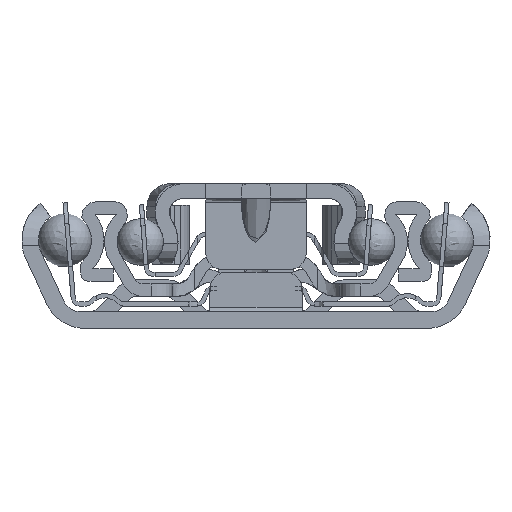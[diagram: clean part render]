
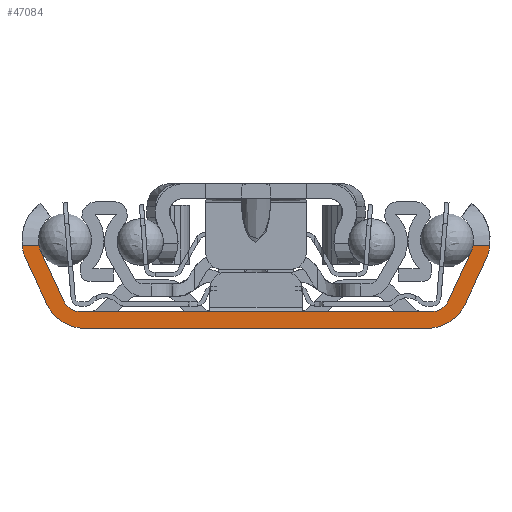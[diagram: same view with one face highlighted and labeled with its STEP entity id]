
A CAD part, left-side view. The second image highlights one B-rep face of the part: STEP entity #47084.
In plain terms, the highlighted planar face has unit normal (-1, 0, 0).
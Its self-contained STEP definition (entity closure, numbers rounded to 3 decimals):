
#816=PLANE('',#50111);
#1981=LINE('',#69587,#6455);
#2240=LINE('',#71645,#6714);
#2241=LINE('',#71660,#6715);
#2246=LINE('',#71673,#6720);
#2248=LINE('',#71680,#6722);
#2251=LINE('',#71689,#6725);
#2253=LINE('',#71696,#6727);
#2256=LINE('',#71703,#6730);
#6455=VECTOR('',#54799,10.);
#6714=VECTOR('',#55838,10.);
#6715=VECTOR('',#55843,10.);
#6720=VECTOR('',#55860,10.);
#6722=VECTOR('',#55868,10.);
#6725=VECTOR('',#55881,10.);
#6727=VECTOR('',#55889,10.);
#6730=VECTOR('',#55898,10.);
#12281=FACE_OUTER_BOUND('',#14750,.T.);
#14750=EDGE_LOOP('',(#33455,#33456,#33457,#33458,#33459,#33460,#33461,#33462,
#33463,#33464,#33465,#33466,#33467,#33468,#33469,#33470));
#17487=CIRCLE('',#50076,5.475);
#17496=CIRCLE('',#50087,3.5);
#17497=CIRCLE('',#50095,5.);
#17498=CIRCLE('',#50098,3.5);
#17499=CIRCLE('',#50101,2.);
#17500=CIRCLE('',#50103,2.);
#17501=CIRCLE('',#50106,5.475);
#17502=CIRCLE('',#50109,5.);
#20081=VERTEX_POINT('',#69585);
#20082=VERTEX_POINT('',#69586);
#20440=VERTEX_POINT('',#71569);
#20441=VERTEX_POINT('',#71584);
#20453=VERTEX_POINT('',#71614);
#20454=VERTEX_POINT('',#71625);
#20455=VERTEX_POINT('',#71629);
#20457=VERTEX_POINT('',#71648);
#20459=VERTEX_POINT('',#71667);
#20460=VERTEX_POINT('',#71668);
#20461=VERTEX_POINT('',#71675);
#20462=VERTEX_POINT('',#71679);
#20463=VERTEX_POINT('',#71685);
#20464=VERTEX_POINT('',#71691);
#20465=VERTEX_POINT('',#71695);
#20466=VERTEX_POINT('',#71699);
#24946=EDGE_CURVE('',#20081,#20082,#1981,.T.);
#25493=EDGE_CURVE('',#20440,#20441,#17487,.T.);
#25510=EDGE_CURVE('',#20453,#20454,#17496,.T.);
#25513=EDGE_CURVE('',#20455,#20453,#2240,.T.);
#25516=EDGE_CURVE('',#20457,#20440,#2241,.T.);
#25520=EDGE_CURVE('',#20459,#20460,#17497,.T.);
#25523=EDGE_CURVE('',#20441,#20459,#2246,.T.);
#25525=EDGE_CURVE('',#20461,#20457,#17498,.T.);
#25526=EDGE_CURVE('',#20462,#20461,#2248,.T.);
#25528=EDGE_CURVE('',#20082,#20462,#17499,.T.);
#25529=EDGE_CURVE('',#20463,#20081,#17500,.T.);
#25531=EDGE_CURVE('',#20454,#20463,#2251,.T.);
#25533=EDGE_CURVE('',#20464,#20455,#17501,.T.);
#25534=EDGE_CURVE('',#20465,#20464,#2253,.T.);
#25536=EDGE_CURVE('',#20466,#20465,#17502,.T.);
#25538=EDGE_CURVE('',#20460,#20466,#2256,.T.);
#33455=ORIENTED_EDGE('',*,*,#25516,.F.);
#33456=ORIENTED_EDGE('',*,*,#25525,.F.);
#33457=ORIENTED_EDGE('',*,*,#25526,.F.);
#33458=ORIENTED_EDGE('',*,*,#25528,.F.);
#33459=ORIENTED_EDGE('',*,*,#24946,.F.);
#33460=ORIENTED_EDGE('',*,*,#25529,.F.);
#33461=ORIENTED_EDGE('',*,*,#25531,.F.);
#33462=ORIENTED_EDGE('',*,*,#25510,.F.);
#33463=ORIENTED_EDGE('',*,*,#25513,.F.);
#33464=ORIENTED_EDGE('',*,*,#25533,.F.);
#33465=ORIENTED_EDGE('',*,*,#25534,.F.);
#33466=ORIENTED_EDGE('',*,*,#25536,.F.);
#33467=ORIENTED_EDGE('',*,*,#25538,.F.);
#33468=ORIENTED_EDGE('',*,*,#25520,.F.);
#33469=ORIENTED_EDGE('',*,*,#25523,.F.);
#33470=ORIENTED_EDGE('',*,*,#25493,.F.);
#47084=ADVANCED_FACE('',(#12281),#816,.F.);
#50076=AXIS2_PLACEMENT_3D('',#71585,#55804,#55805);
#50087=AXIS2_PLACEMENT_3D('',#71626,#55833,#55834);
#50095=AXIS2_PLACEMENT_3D('',#71669,#55854,#55855);
#50098=AXIS2_PLACEMENT_3D('',#71677,#55864,#55865);
#50101=AXIS2_PLACEMENT_3D('',#71683,#55872,#55873);
#50103=AXIS2_PLACEMENT_3D('',#71686,#55876,#55877);
#50106=AXIS2_PLACEMENT_3D('',#71693,#55885,#55886);
#50109=AXIS2_PLACEMENT_3D('',#71700,#55893,#55894);
#50111=AXIS2_PLACEMENT_3D('',#71704,#55899,#55900);
#54799=DIRECTION('',(0.,-1.,0.));
#55804=DIRECTION('center_axis',(1.,0.,0.));
#55805=DIRECTION('ref_axis',(0.,-0.595,0.804));
#55833=DIRECTION('center_axis',(-1.,0.,0.));
#55834=DIRECTION('ref_axis',(0.,-0.906,0.423));
#55838=DIRECTION('',(0.,-1.,0.));
#55843=DIRECTION('',(0.,-1.,0.));
#55854=DIRECTION('center_axis',(1.,0.,0.));
#55855=DIRECTION('ref_axis',(0.,-0.906,-0.423));
#55860=DIRECTION('',(0.,0.423,-0.906));
#55864=DIRECTION('center_axis',(-1.,0.,0.));
#55865=DIRECTION('ref_axis',(0.,0.593,-0.805));
#55868=DIRECTION('',(0.,-0.423,0.906));
#55872=DIRECTION('center_axis',(-1.,0.,0.));
#55873=DIRECTION('ref_axis',(0.,0.906,0.423));
#55876=DIRECTION('center_axis',(-1.,0.,0.));
#55877=DIRECTION('ref_axis',(0.,0.,1.));
#55881=DIRECTION('',(0.,-0.423,-0.906));
#55885=DIRECTION('center_axis',(1.,0.,0.));
#55886=DIRECTION('ref_axis',(0.,0.906,-0.423));
#55889=DIRECTION('',(0.,0.423,0.906));
#55893=DIRECTION('center_axis',(1.,0.,0.));
#55894=DIRECTION('ref_axis',(0.,0.,-1.));
#55898=DIRECTION('',(0.,1.,0.));
#55899=DIRECTION('center_axis',(1.,0.,0.));
#55900=DIRECTION('ref_axis',(0.,0.,-1.));
#69585=CARTESIAN_POINT('',(0.,21.049,2.));
#69586=CARTESIAN_POINT('',(0.,-21.049,2.));
#69587=CARTESIAN_POINT('',(0.,21.049,2.));
#71569=CARTESIAN_POINT('',(0.,-27.867,9.9));
#71584=CARTESIAN_POINT('',(0.,-27.387,8.186));
#71585=CARTESIAN_POINT('Origin',(0.,-22.425,10.5));
#71614=CARTESIAN_POINT('',(0.,25.873,9.9));
#71625=CARTESIAN_POINT('',(0.,25.597,9.021));
#71626=CARTESIAN_POINT('Origin',(0.,22.425,10.5));
#71629=CARTESIAN_POINT('',(0.,27.867,9.9));
#71645=CARTESIAN_POINT('',(0.,0.,9.9));
#71648=CARTESIAN_POINT('',(0.,-25.873,9.9));
#71660=CARTESIAN_POINT('',(0.,0.,9.9));
#71667=CARTESIAN_POINT('',(0.,-24.916,2.887));
#71668=CARTESIAN_POINT('',(0.,-20.384,0.));
#71669=CARTESIAN_POINT('Origin',(0.,-20.384,5.));
#71673=CARTESIAN_POINT('',(0.,-27.387,8.186));
#71675=CARTESIAN_POINT('',(0.,-25.597,9.021));
#71677=CARTESIAN_POINT('Origin',(0.,-22.425,10.5));
#71679=CARTESIAN_POINT('',(0.,-22.862,3.155));
#71680=CARTESIAN_POINT('',(0.,-22.862,3.155));
#71683=CARTESIAN_POINT('Origin',(0.,-21.049,4.));
#71685=CARTESIAN_POINT('',(0.,22.862,3.155));
#71686=CARTESIAN_POINT('Origin',(0.,21.049,4.));
#71689=CARTESIAN_POINT('',(0.,25.597,9.021));
#71691=CARTESIAN_POINT('',(0.,27.387,8.186));
#71693=CARTESIAN_POINT('Origin',(0.,22.425,10.5));
#71695=CARTESIAN_POINT('',(0.,24.916,2.887));
#71696=CARTESIAN_POINT('',(0.,24.916,2.887));
#71699=CARTESIAN_POINT('',(0.,20.384,0.));
#71700=CARTESIAN_POINT('Origin',(0.,20.384,5.));
#71703=CARTESIAN_POINT('',(0.,0.,0.));
#71704=CARTESIAN_POINT('Origin',(0.,0.,3.622));
